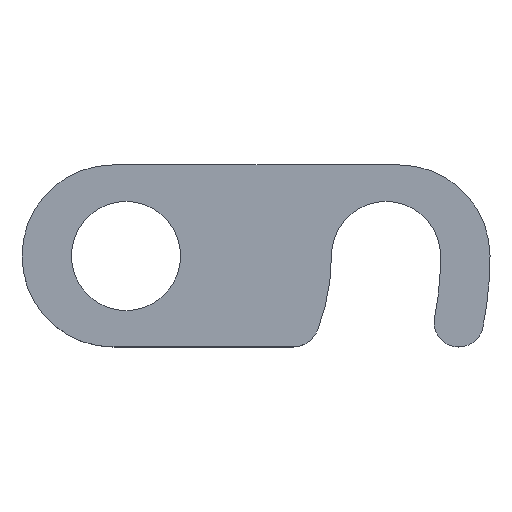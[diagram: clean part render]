
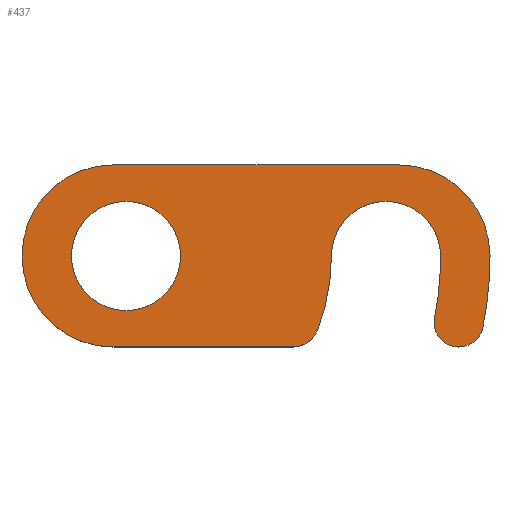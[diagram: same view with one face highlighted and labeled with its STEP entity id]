
A CAD part, top view. The second image highlights one B-rep face of the part: STEP entity #437.
In plain terms, the highlighted planar face has unit normal (0, 0, 1).
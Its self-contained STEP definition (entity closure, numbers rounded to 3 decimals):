
#96=AXIS2_PLACEMENT_3D('Circle Axis2P3D',#94,#95,$) ;
#127=AXIS2_PLACEMENT_3D('Circle Axis2P3D',#125,#126,$) ;
#158=AXIS2_PLACEMENT_3D('Circle Axis2P3D',#156,#157,$) ;
#189=AXIS2_PLACEMENT_3D('Circle Axis2P3D',#187,#188,$) ;
#220=AXIS2_PLACEMENT_3D('Circle Axis2P3D',#218,#219,$) ;
#251=AXIS2_PLACEMENT_3D('Circle Axis2P3D',#249,#250,$) ;
#282=AXIS2_PLACEMENT_3D('Circle Axis2P3D',#280,#281,$) ;
#344=AXIS2_PLACEMENT_3D('Circle Axis2P3D',#342,#343,$) ;
#382=AXIS2_PLACEMENT_3D('Circle Axis2P3D',#380,#381,$) ;
#406=AXIS2_PLACEMENT_3D('Circle Axis2P3D',#404,#405,$) ;
#419=AXIS2_PLACEMENT_3D('Plane Axis2P3D',#416,#417,#418) ;
#58=CARTESIAN_POINT('Vertex',(3.497,7.,1.5)) ;
#63=CARTESIAN_POINT('Line Origine',(8.997,7.,1.5)) ;
#67=CARTESIAN_POINT('Vertex',(14.497,7.,1.5)) ;
#94=CARTESIAN_POINT('Axis2P3D Location',(14.497,3.5,1.5)) ;
#98=CARTESIAN_POINT('Vertex',(17.997,3.5,1.5)) ;
#125=CARTESIAN_POINT('Axis2P3D Location',(3.997,3.5,1.5)) ;
#129=CARTESIAN_POINT('Vertex',(17.727,0.764,1.5)) ;
#156=CARTESIAN_POINT('Axis2P3D Location',(16.796,0.95,1.5)) ;
#160=CARTESIAN_POINT('Vertex',(15.864,1.136,1.5)) ;
#187=CARTESIAN_POINT('Axis2P3D Location',(3.997,3.5,1.5)) ;
#191=CARTESIAN_POINT('Vertex',(16.097,3.5,1.5)) ;
#218=CARTESIAN_POINT('Axis2P3D Location',(13.997,3.5,1.5)) ;
#222=CARTESIAN_POINT('Vertex',(11.897,3.5,1.5)) ;
#249=CARTESIAN_POINT('Axis2P3D Location',(3.997,3.5,1.5)) ;
#253=CARTESIAN_POINT('Vertex',(11.361,0.638,1.5)) ;
#280=CARTESIAN_POINT('Axis2P3D Location',(10.428,1.,1.5)) ;
#284=CARTESIAN_POINT('Vertex',(10.428,0.,1.5)) ;
#311=CARTESIAN_POINT('Line Origine',(6.963,0.,1.5)) ;
#315=CARTESIAN_POINT('Vertex',(3.497,0.,1.5)) ;
#342=CARTESIAN_POINT('Axis2P3D Location',(3.497,3.5,1.5)) ;
#377=CARTESIAN_POINT('Vertex',(1.897,3.5,1.5)) ;
#380=CARTESIAN_POINT('Axis2P3D Location',(3.997,3.5,1.5)) ;
#384=CARTESIAN_POINT('Vertex',(6.097,3.5,1.5)) ;
#404=CARTESIAN_POINT('Axis2P3D Location',(3.997,3.5,1.5)) ;
#416=CARTESIAN_POINT('Axis2P3D Location',(3.997,3.5,1.5)) ;
#64=DIRECTION('Vector Direction',(1.,0.,0.)) ;
#95=DIRECTION('Axis2P3D Direction',(0.,0.,-1.)) ;
#126=DIRECTION('Axis2P3D Direction',(0.,0.,-1.)) ;
#157=DIRECTION('Axis2P3D Direction',(0.,0.,-1.)) ;
#188=DIRECTION('Axis2P3D Direction',(0.,0.,-1.)) ;
#219=DIRECTION('Axis2P3D Direction',(0.,0.,-1.)) ;
#250=DIRECTION('Axis2P3D Direction',(0.,0.,-1.)) ;
#281=DIRECTION('Axis2P3D Direction',(0.,0.,-1.)) ;
#312=DIRECTION('Vector Direction',(1.,0.,0.)) ;
#343=DIRECTION('Axis2P3D Direction',(0.,0.,-1.)) ;
#381=DIRECTION('Axis2P3D Direction',(0.,0.,-1.)) ;
#405=DIRECTION('Axis2P3D Direction',(0.,0.,-1.)) ;
#417=DIRECTION('Axis2P3D Direction',(0.,0.,-1.)) ;
#418=DIRECTION('Axis2P3D XDirection',(-1.,0.,0.)) ;
#65=VECTOR('Line Direction',#64,1.) ;
#313=VECTOR('Line Direction',#312,1.) ;
#422=ORIENTED_EDGE('',*,*,#346,.F.) ;
#423=ORIENTED_EDGE('',*,*,#317,.F.) ;
#424=ORIENTED_EDGE('',*,*,#286,.F.) ;
#425=ORIENTED_EDGE('',*,*,#255,.F.) ;
#426=ORIENTED_EDGE('',*,*,#224,.F.) ;
#427=ORIENTED_EDGE('',*,*,#193,.F.) ;
#428=ORIENTED_EDGE('',*,*,#162,.F.) ;
#429=ORIENTED_EDGE('',*,*,#131,.F.) ;
#430=ORIENTED_EDGE('',*,*,#100,.F.) ;
#431=ORIENTED_EDGE('',*,*,#69,.F.) ;
#434=ORIENTED_EDGE('',*,*,#408,.T.) ;
#435=ORIENTED_EDGE('',*,*,#386,.T.) ;
#436=FACE_BOUND('',#433,.T.) ;
#437=ADVANCED_FACE('Koerper.2',(#432,#436),#420,.F.) ;
#97=CIRCLE('generated circle',#96,3.5) ;
#128=CIRCLE('generated circle',#127,14.) ;
#159=CIRCLE('generated circle',#158,0.95) ;
#190=CIRCLE('generated circle',#189,12.1) ;
#221=CIRCLE('generated circle',#220,2.1) ;
#252=CIRCLE('generated circle',#251,7.9) ;
#283=CIRCLE('generated circle',#282,1.) ;
#345=CIRCLE('generated circle',#344,3.5) ;
#383=CIRCLE('generated circle',#382,2.1) ;
#407=CIRCLE('generated circle',#406,2.1) ;
#69=EDGE_CURVE('',#59,#68,#66,.T.) ;
#100=EDGE_CURVE('',#68,#99,#97,.T.) ;
#131=EDGE_CURVE('',#99,#130,#128,.T.) ;
#162=EDGE_CURVE('',#130,#161,#159,.T.) ;
#193=EDGE_CURVE('',#161,#192,#190,.F.) ;
#224=EDGE_CURVE('',#192,#223,#221,.F.) ;
#255=EDGE_CURVE('',#223,#254,#252,.T.) ;
#286=EDGE_CURVE('',#254,#285,#283,.T.) ;
#317=EDGE_CURVE('',#285,#316,#314,.F.) ;
#346=EDGE_CURVE('',#316,#59,#345,.T.) ;
#386=EDGE_CURVE('',#385,#378,#383,.T.) ;
#408=EDGE_CURVE('',#378,#385,#407,.T.) ;
#421=EDGE_LOOP('',(#422,#423,#424,#425,#426,#427,#428,#429,#430,#431)) ;
#433=EDGE_LOOP('',(#434,#435)) ;
#432=FACE_OUTER_BOUND('',#421,.T.) ;
#66=LINE('Line',#63,#65) ;
#314=LINE('Line',#311,#313) ;
#420=PLANE('',#419) ;
#59=VERTEX_POINT('',#58) ;
#68=VERTEX_POINT('',#67) ;
#99=VERTEX_POINT('',#98) ;
#130=VERTEX_POINT('',#129) ;
#161=VERTEX_POINT('',#160) ;
#192=VERTEX_POINT('',#191) ;
#223=VERTEX_POINT('',#222) ;
#254=VERTEX_POINT('',#253) ;
#285=VERTEX_POINT('',#284) ;
#316=VERTEX_POINT('',#315) ;
#378=VERTEX_POINT('',#377) ;
#385=VERTEX_POINT('',#384) ;
